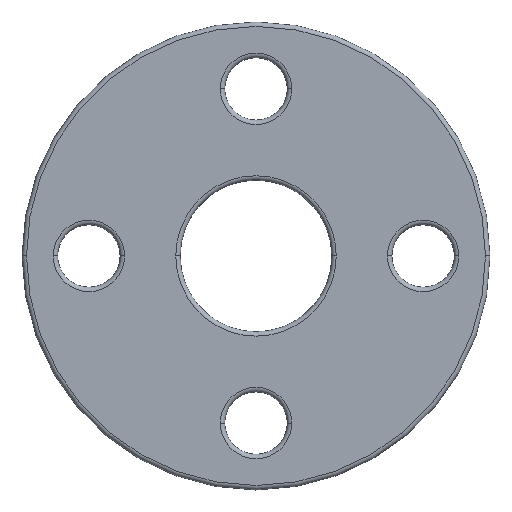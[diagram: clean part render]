
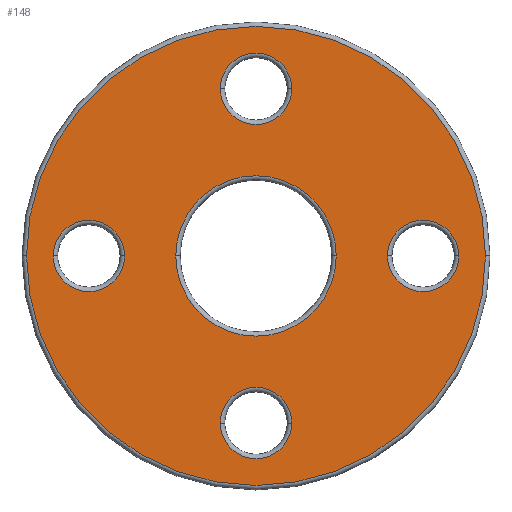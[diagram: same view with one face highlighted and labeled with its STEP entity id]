
A CAD part, top view. The second image highlights one B-rep face of the part: STEP entity #148.
In plain terms, the highlighted planar face has unit normal (0, 0, 1).
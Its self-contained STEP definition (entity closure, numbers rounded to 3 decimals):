
#1 = AXIS2_PLACEMENT_3D ( 'NONE', #659, #677, #1039 ) ;
#16 = DIRECTION ( 'NONE',  ( 0., 0., -1. ) ) ;
#20 = AXIS2_PLACEMENT_3D ( 'NONE', #591, #937, #293 ) ;
#22 = CIRCLE ( 'NONE', #156, 8. ) ;
#27 = EDGE_CURVE ( 'NONE', #514, #366, #1060, .T. ) ;
#53 = DIRECTION ( 'NONE',  ( 1., 0., 0. ) ) ;
#56 = VERTEX_POINT ( 'NONE', #1119 ) ;
#112 = ORIENTED_EDGE ( 'NONE', *, *, #326, .T. ) ;
#126 = ORIENTED_EDGE ( 'NONE', *, *, #811, .T. ) ;
#138 = DIRECTION ( 'NONE',  ( 0., 0., -1. ) ) ;
#148 = ADVANCED_FACE ( 'NONE', ( #311, #489, #1109, #1128, #484, #308 ), #760, .T. ) ;
#156 = AXIS2_PLACEMENT_3D ( 'NONE', #867, #327, #53 ) ;
#187 = AXIS2_PLACEMENT_3D ( 'NONE', #1001, #16, #1014 ) ;
#209 = CARTESIAN_POINT ( 'NONE',  ( -18., 0., 12. ) ) ;
#214 = VERTEX_POINT ( 'NONE', #399 ) ;
#231 = AXIS2_PLACEMENT_3D ( 'NONE', #855, #138, #873 ) ;
#235 = CIRCLE ( 'NONE', #250, 8. ) ;
#237 = EDGE_CURVE ( 'NONE', #251, #933, #909, .T. ) ;
#250 = AXIS2_PLACEMENT_3D ( 'NONE', #854, #962, #593 ) ;
#251 = VERTEX_POINT ( 'NONE', #477 ) ;
#271 = EDGE_LOOP ( 'NONE', ( #1015, #126 ) ) ;
#293 = DIRECTION ( 'NONE',  ( 1., 0., 0. ) ) ;
#308 = FACE_BOUND ( 'NONE', #1011, .T. ) ;
#311 = FACE_BOUND ( 'NONE', #481, .T. ) ;
#312 = CARTESIAN_POINT ( 'NONE',  ( 18., 0., 12. ) ) ;
#321 = CARTESIAN_POINT ( 'NONE',  ( 0., -37.5, 12. ) ) ;
#326 = EDGE_CURVE ( 'NONE', #977, #367, #779, .T. ) ;
#327 = DIRECTION ( 'NONE',  ( 0., 0., -1. ) ) ;
#352 = CARTESIAN_POINT ( 'NONE',  ( 0., 37.5, 12. ) ) ;
#353 = CARTESIAN_POINT ( 'NONE',  ( -8., 37.5, 12. ) ) ;
#357 = AXIS2_PLACEMENT_3D ( 'NONE', #532, #703, #441 ) ;
#366 = VERTEX_POINT ( 'NONE', #770 ) ;
#367 = VERTEX_POINT ( 'NONE', #868 ) ;
#382 = DIRECTION ( 'NONE',  ( 1., 0., 0. ) ) ;
#383 = ORIENTED_EDGE ( 'NONE', *, *, #724, .T. ) ;
#384 = EDGE_CURVE ( 'NONE', #367, #977, #1117, .T. ) ;
#399 = CARTESIAN_POINT ( 'NONE',  ( -29.5, 0., 12. ) ) ;
#413 = ORIENTED_EDGE ( 'NONE', *, *, #1103, .T. ) ;
#441 = DIRECTION ( 'NONE',  ( 1., 0., 0. ) ) ;
#444 = DIRECTION ( 'NONE',  ( 0., 0., -1. ) ) ;
#454 = VERTEX_POINT ( 'NONE', #353 ) ;
#461 = CARTESIAN_POINT ( 'NONE',  ( 0., 0., 12. ) ) ;
#477 = CARTESIAN_POINT ( 'NONE',  ( 45.5, 0., 12. ) ) ;
#479 = DIRECTION ( 'NONE',  ( 0., 0., -1. ) ) ;
#481 = EDGE_LOOP ( 'NONE', ( #735, #1161 ) ) ;
#484 = FACE_BOUND ( 'NONE', #541, .T. ) ;
#489 = FACE_BOUND ( 'NONE', #271, .T. ) ;
#490 = CARTESIAN_POINT ( 'NONE',  ( 29.5, 0., 12. ) ) ;
#514 = VERTEX_POINT ( 'NONE', #1057 ) ;
#515 = CARTESIAN_POINT ( 'NONE',  ( 8., -37.5, 12. ) ) ;
#517 = ORIENTED_EDGE ( 'NONE', *, *, #1148, .T. ) ;
#520 = DIRECTION ( 'NONE',  ( 0., 0., 1. ) ) ;
#525 = AXIS2_PLACEMENT_3D ( 'NONE', #650, #556, #382 ) ;
#530 = AXIS2_PLACEMENT_3D ( 'NONE', #352, #444, #632 ) ;
#532 = CARTESIAN_POINT ( 'NONE',  ( 0., 0., 12. ) ) ;
#541 = EDGE_LOOP ( 'NONE', ( #554, #517 ) ) ;
#554 = ORIENTED_EDGE ( 'NONE', *, *, #853, .T. ) ;
#556 = DIRECTION ( 'NONE',  ( 0., 0., 1. ) ) ;
#572 = ORIENTED_EDGE ( 'NONE', *, *, #1058, .T. ) ;
#591 = CARTESIAN_POINT ( 'NONE',  ( 37.5, 0., 12. ) ) ;
#593 = DIRECTION ( 'NONE',  ( 1., 0., 0. ) ) ;
#594 = DIRECTION ( 'NONE',  ( 1., 0., 0. ) ) ;
#612 = AXIS2_PLACEMENT_3D ( 'NONE', #974, #520, #1158 ) ;
#632 = DIRECTION ( 'NONE',  ( 1., 0., 0. ) ) ;
#637 = EDGE_CURVE ( 'NONE', #214, #745, #704, .T. ) ;
#650 = CARTESIAN_POINT ( 'NONE',  ( 0., 0., 12. ) ) ;
#659 = CARTESIAN_POINT ( 'NONE',  ( 0., 0., 12. ) ) ;
#661 = ORIENTED_EDGE ( 'NONE', *, *, #384, .T. ) ;
#667 = AXIS2_PLACEMENT_3D ( 'NONE', #461, #479, #1019 ) ;
#677 = DIRECTION ( 'NONE',  ( 0., 0., 1. ) ) ;
#703 = DIRECTION ( 'NONE',  ( 0., 0., -1. ) ) ;
#704 = CIRCLE ( 'NONE', #187, 8. ) ;
#705 = CIRCLE ( 'NONE', #934, 8. ) ;
#719 = AXIS2_PLACEMENT_3D ( 'NONE', #321, #1049, #594 ) ;
#721 = CIRCLE ( 'NONE', #357, 18. ) ;
#724 = EDGE_CURVE ( 'NONE', #881, #913, #1080, .T. ) ;
#735 = ORIENTED_EDGE ( 'NONE', *, *, #637, .T. ) ;
#745 = VERTEX_POINT ( 'NONE', #930 ) ;
#760 = PLANE ( 'NONE',  #1 ) ;
#770 = CARTESIAN_POINT ( 'NONE',  ( -51.5, 0., 12. ) ) ;
#779 = CIRCLE ( 'NONE', #231, 8. ) ;
#780 = ORIENTED_EDGE ( 'NONE', *, *, #27, .T. ) ;
#793 = CARTESIAN_POINT ( 'NONE',  ( -37.5, 0., 12. ) ) ;
#811 = EDGE_CURVE ( 'NONE', #933, #251, #22, .T. ) ;
#848 = EDGE_LOOP ( 'NONE', ( #383, #572 ) ) ;
#853 = EDGE_CURVE ( 'NONE', #56, #454, #235, .T. ) ;
#854 = CARTESIAN_POINT ( 'NONE',  ( 0., 37.5, 12. ) ) ;
#855 = CARTESIAN_POINT ( 'NONE',  ( 0., -37.5, 12. ) ) ;
#867 = CARTESIAN_POINT ( 'NONE',  ( 37.5, 0., 12. ) ) ;
#868 = CARTESIAN_POINT ( 'NONE',  ( -8., -37.5, 12. ) ) ;
#873 = DIRECTION ( 'NONE',  ( 1., 0., 0. ) ) ;
#881 = VERTEX_POINT ( 'NONE', #312 ) ;
#883 = DIRECTION ( 'NONE',  ( 1., 0., 0. ) ) ;
#909 = CIRCLE ( 'NONE', #20, 8. ) ;
#913 = VERTEX_POINT ( 'NONE', #209 ) ;
#930 = CARTESIAN_POINT ( 'NONE',  ( -45.5, 0., 12. ) ) ;
#933 = VERTEX_POINT ( 'NONE', #490 ) ;
#934 = AXIS2_PLACEMENT_3D ( 'NONE', #793, #1075, #883 ) ;
#935 = CIRCLE ( 'NONE', #612, 51.5 ) ;
#937 = DIRECTION ( 'NONE',  ( 0., 0., -1. ) ) ;
#962 = DIRECTION ( 'NONE',  ( 0., 0., -1. ) ) ;
#974 = CARTESIAN_POINT ( 'NONE',  ( 0., 0., 12. ) ) ;
#977 = VERTEX_POINT ( 'NONE', #515 ) ;
#994 = EDGE_CURVE ( 'NONE', #745, #214, #705, .T. ) ;
#1001 = CARTESIAN_POINT ( 'NONE',  ( -37.5, 0., 12. ) ) ;
#1011 = EDGE_LOOP ( 'NONE', ( #112, #661 ) ) ;
#1014 = DIRECTION ( 'NONE',  ( 1., 0., 0. ) ) ;
#1015 = ORIENTED_EDGE ( 'NONE', *, *, #237, .T. ) ;
#1019 = DIRECTION ( 'NONE',  ( 1., 0., 0. ) ) ;
#1039 = DIRECTION ( 'NONE',  ( 1., 0., 0. ) ) ;
#1049 = DIRECTION ( 'NONE',  ( 0., 0., -1. ) ) ;
#1057 = CARTESIAN_POINT ( 'NONE',  ( 51.5, 0., 12. ) ) ;
#1058 = EDGE_CURVE ( 'NONE', #913, #881, #721, .T. ) ;
#1060 = CIRCLE ( 'NONE', #525, 51.5 ) ;
#1075 = DIRECTION ( 'NONE',  ( 0., 0., -1. ) ) ;
#1080 = CIRCLE ( 'NONE', #667, 18. ) ;
#1082 = CIRCLE ( 'NONE', #530, 8. ) ;
#1094 = EDGE_LOOP ( 'NONE', ( #780, #413 ) ) ;
#1103 = EDGE_CURVE ( 'NONE', #366, #514, #935, .T. ) ;
#1109 = FACE_BOUND ( 'NONE', #848, .T. ) ;
#1117 = CIRCLE ( 'NONE', #719, 8. ) ;
#1119 = CARTESIAN_POINT ( 'NONE',  ( 8., 37.5, 12. ) ) ;
#1128 = FACE_OUTER_BOUND ( 'NONE', #1094, .T. ) ;
#1148 = EDGE_CURVE ( 'NONE', #454, #56, #1082, .T. ) ;
#1158 = DIRECTION ( 'NONE',  ( 1., 0., 0. ) ) ;
#1161 = ORIENTED_EDGE ( 'NONE', *, *, #994, .T. ) ;
